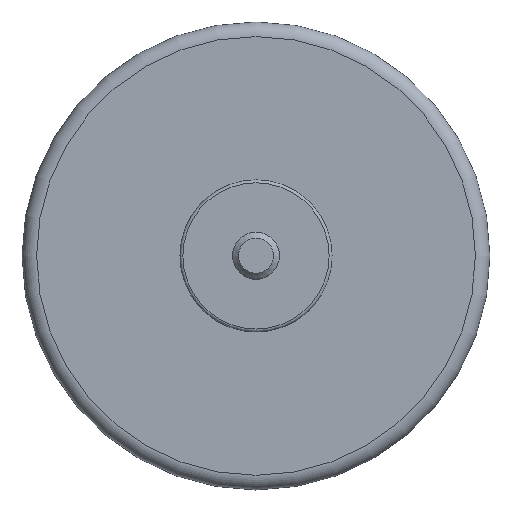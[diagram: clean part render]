
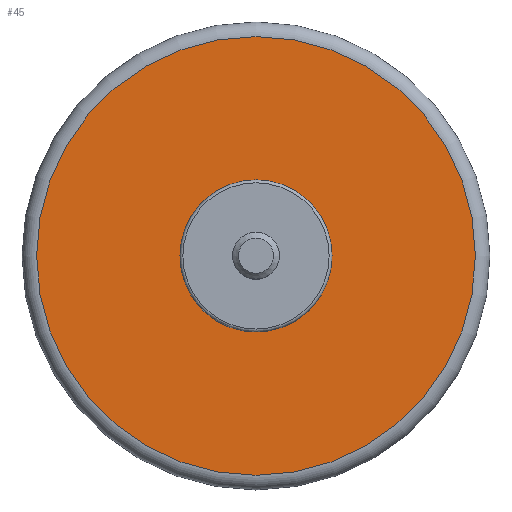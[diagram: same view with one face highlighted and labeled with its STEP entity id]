
A CAD part, top view. The second image highlights one B-rep face of the part: STEP entity #45.
In plain terms, the highlighted planar face has unit normal (0, 0, 1).
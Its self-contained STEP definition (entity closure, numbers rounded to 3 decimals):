
#45 = ADVANCED_FACE( '', ( #93, #94 ), #95, .F. );
#93 = FACE_OUTER_BOUND( '', #142, .T. );
#94 = FACE_BOUND( '', #143, .T. );
#95 = PLANE( '', #144 );
#142 = EDGE_LOOP( '', ( #195 ) );
#143 = EDGE_LOOP( '', ( #196 ) );
#144 = AXIS2_PLACEMENT_3D( '', #197, #198, #199 );
#195 = ORIENTED_EDGE( '', *, *, #231, .T. );
#196 = ORIENTED_EDGE( '', *, *, #243, .F. );
#197 = CARTESIAN_POINT( '', ( 40., 0., 10. ) );
#198 = DIRECTION( '', ( 0., 0., -1. ) );
#199 = DIRECTION( '', ( -1., 0., 0. ) );
#231 = EDGE_CURVE( '', #253, #253, #254, .F. );
#243 = EDGE_CURVE( '', #272, #272, #273, .T. );
#253 = VERTEX_POINT( '', #284 );
#254 = CIRCLE( '', #285, 37.5 );
#272 = VERTEX_POINT( '', #303 );
#273 = CIRCLE( '', #304, 13. );
#284 = CARTESIAN_POINT( '', ( -37.5, 0., 10. ) );
#285 = AXIS2_PLACEMENT_3D( '', #315, #316, #317 );
#303 = CARTESIAN_POINT( '', ( 13., 0., 10. ) );
#304 = AXIS2_PLACEMENT_3D( '', #336, #337, #338 );
#315 = CARTESIAN_POINT( '', ( 0., 0., 10. ) );
#316 = DIRECTION( '', ( 0., 0., -1. ) );
#317 = DIRECTION( '', ( -1., 0., 0. ) );
#336 = CARTESIAN_POINT( '', ( 0., 0., 10. ) );
#337 = DIRECTION( '', ( 0., 0., 1. ) );
#338 = DIRECTION( '', ( 1., 0., 0. ) );
